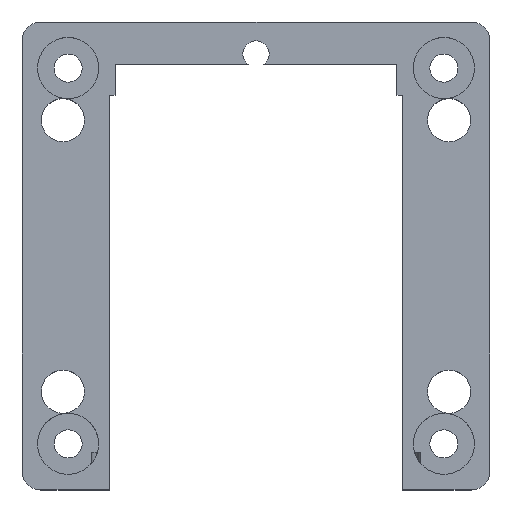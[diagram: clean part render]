
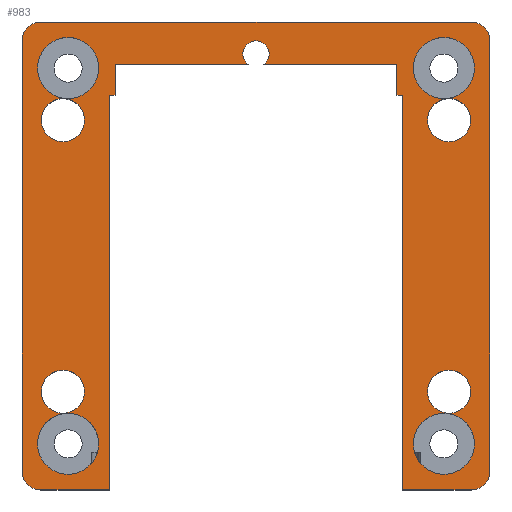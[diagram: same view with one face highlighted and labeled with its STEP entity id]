
A CAD part, top view. The second image highlights one B-rep face of the part: STEP entity #983.
In plain terms, the highlighted planar face has unit normal (0, 0, 1).
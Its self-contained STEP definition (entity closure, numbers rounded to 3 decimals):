
#16=FACE_BOUND('',#130,.T.);
#17=FACE_BOUND('',#131,.T.);
#18=FACE_BOUND('',#132,.T.);
#19=FACE_BOUND('',#133,.T.);
#20=FACE_BOUND('',#134,.T.);
#21=FACE_BOUND('',#135,.T.);
#22=FACE_BOUND('',#136,.T.);
#23=FACE_BOUND('',#137,.T.);
#80=FACE_OUTER_BOUND('',#129,.T.);
#129=EDGE_LOOP('',(#774,#775,#776,#777,#778,#779,#780,#781,#782,#783,#784,
#785,#786,#787,#788,#789,#790,#791));
#130=EDGE_LOOP('',(#792));
#131=EDGE_LOOP('',(#793));
#132=EDGE_LOOP('',(#794));
#133=EDGE_LOOP('',(#795));
#134=EDGE_LOOP('',(#796));
#135=EDGE_LOOP('',(#797));
#136=EDGE_LOOP('',(#798));
#137=EDGE_LOOP('',(#799));
#196=CIRCLE('',#1056,3.25);
#202=CIRCLE('',#1076,2.);
#203=CIRCLE('',#1077,2.);
#204=CIRCLE('',#1078,2.);
#205=CIRCLE('',#1079,2.);
#206=CIRCLE('',#1080,1.4);
#207=CIRCLE('',#1081,2.3);
#208=CIRCLE('',#1082,2.3);
#209=CIRCLE('',#1083,2.3);
#210=CIRCLE('',#1084,2.3);
#211=CIRCLE('',#1085,3.25);
#212=CIRCLE('',#1086,3.25);
#213=CIRCLE('',#1087,3.25);
#260=LINE('',#1547,#348);
#269=LINE('',#1571,#357);
#274=LINE('',#1580,#362);
#276=LINE('',#1584,#364);
#278=LINE('',#1588,#366);
#282=LINE('',#1596,#370);
#286=LINE('',#1605,#374);
#288=LINE('',#1609,#376);
#291=LINE('',#1615,#379);
#292=LINE('',#1616,#380);
#293=LINE('',#1620,#381);
#294=LINE('',#1624,#382);
#295=LINE('',#1628,#383);
#348=VECTOR('',#1221,10.);
#357=VECTOR('',#1246,10.);
#362=VECTOR('',#1253,10.);
#364=VECTOR('',#1257,10.);
#366=VECTOR('',#1261,10.);
#370=VECTOR('',#1267,10.);
#374=VECTOR('',#1275,10.);
#376=VECTOR('',#1279,10.);
#379=VECTOR('',#1284,10.);
#380=VECTOR('',#1285,10.);
#381=VECTOR('',#1288,10.);
#382=VECTOR('',#1291,10.);
#383=VECTOR('',#1294,10.);
#444=VERTEX_POINT('',#1533);
#448=VERTEX_POINT('',#1544);
#449=VERTEX_POINT('',#1546);
#455=VERTEX_POINT('',#1568);
#456=VERTEX_POINT('',#1570);
#459=VERTEX_POINT('',#1578);
#460=VERTEX_POINT('',#1582);
#461=VERTEX_POINT('',#1586);
#464=VERTEX_POINT('',#1594);
#466=VERTEX_POINT('',#1602);
#467=VERTEX_POINT('',#1604);
#468=VERTEX_POINT('',#1608);
#470=VERTEX_POINT('',#1614);
#471=VERTEX_POINT('',#1617);
#472=VERTEX_POINT('',#1619);
#473=VERTEX_POINT('',#1621);
#474=VERTEX_POINT('',#1623);
#475=VERTEX_POINT('',#1625);
#476=VERTEX_POINT('',#1627);
#477=VERTEX_POINT('',#1631);
#478=VERTEX_POINT('',#1633);
#479=VERTEX_POINT('',#1635);
#480=VERTEX_POINT('',#1637);
#481=VERTEX_POINT('',#1639);
#482=VERTEX_POINT('',#1641);
#483=VERTEX_POINT('',#1643);
#548=EDGE_CURVE('',#444,#444,#196,.T.);
#555=EDGE_CURVE('',#449,#448,#260,.T.);
#567=EDGE_CURVE('',#456,#455,#269,.T.);
#572=EDGE_CURVE('',#455,#459,#274,.T.);
#574=EDGE_CURVE('',#459,#460,#276,.T.);
#576=EDGE_CURVE('',#460,#461,#278,.T.);
#580=EDGE_CURVE('',#461,#464,#282,.T.);
#584=EDGE_CURVE('',#467,#466,#286,.T.);
#586=EDGE_CURVE('',#468,#467,#288,.T.);
#589=EDGE_CURVE('',#466,#470,#291,.T.);
#590=EDGE_CURVE('',#470,#449,#292,.T.);
#591=EDGE_CURVE('',#448,#471,#202,.T.);
#592=EDGE_CURVE('',#471,#472,#293,.T.);
#593=EDGE_CURVE('',#472,#473,#203,.T.);
#594=EDGE_CURVE('',#473,#474,#294,.T.);
#595=EDGE_CURVE('',#474,#475,#204,.T.);
#596=EDGE_CURVE('',#475,#476,#295,.T.);
#597=EDGE_CURVE('',#476,#456,#205,.T.);
#598=EDGE_CURVE('',#464,#468,#206,.T.);
#599=EDGE_CURVE('',#477,#477,#207,.T.);
#600=EDGE_CURVE('',#478,#478,#208,.T.);
#601=EDGE_CURVE('',#479,#479,#209,.T.);
#602=EDGE_CURVE('',#480,#480,#210,.T.);
#603=EDGE_CURVE('',#481,#481,#211,.T.);
#604=EDGE_CURVE('',#482,#482,#212,.T.);
#605=EDGE_CURVE('',#483,#483,#213,.T.);
#774=ORIENTED_EDGE('',*,*,#586,.T.);
#775=ORIENTED_EDGE('',*,*,#584,.T.);
#776=ORIENTED_EDGE('',*,*,#589,.T.);
#777=ORIENTED_EDGE('',*,*,#590,.T.);
#778=ORIENTED_EDGE('',*,*,#555,.T.);
#779=ORIENTED_EDGE('',*,*,#591,.T.);
#780=ORIENTED_EDGE('',*,*,#592,.T.);
#781=ORIENTED_EDGE('',*,*,#593,.T.);
#782=ORIENTED_EDGE('',*,*,#594,.T.);
#783=ORIENTED_EDGE('',*,*,#595,.T.);
#784=ORIENTED_EDGE('',*,*,#596,.T.);
#785=ORIENTED_EDGE('',*,*,#597,.T.);
#786=ORIENTED_EDGE('',*,*,#567,.T.);
#787=ORIENTED_EDGE('',*,*,#572,.T.);
#788=ORIENTED_EDGE('',*,*,#574,.T.);
#789=ORIENTED_EDGE('',*,*,#576,.T.);
#790=ORIENTED_EDGE('',*,*,#580,.T.);
#791=ORIENTED_EDGE('',*,*,#598,.T.);
#792=ORIENTED_EDGE('',*,*,#599,.T.);
#793=ORIENTED_EDGE('',*,*,#600,.T.);
#794=ORIENTED_EDGE('',*,*,#601,.T.);
#795=ORIENTED_EDGE('',*,*,#602,.T.);
#796=ORIENTED_EDGE('',*,*,#603,.T.);
#797=ORIENTED_EDGE('',*,*,#604,.T.);
#798=ORIENTED_EDGE('',*,*,#548,.T.);
#799=ORIENTED_EDGE('',*,*,#605,.T.);
#951=PLANE('',#1075);
#983=ADVANCED_FACE('',(#80,#16,#17,#18,#19,#20,#21,#22,#23),#951,.T.);
#1056=AXIS2_PLACEMENT_3D('',#1534,#1209,#1210);
#1075=AXIS2_PLACEMENT_3D('',#1613,#1282,#1283);
#1076=AXIS2_PLACEMENT_3D('',#1618,#1286,#1287);
#1077=AXIS2_PLACEMENT_3D('',#1622,#1289,#1290);
#1078=AXIS2_PLACEMENT_3D('',#1626,#1292,#1293);
#1079=AXIS2_PLACEMENT_3D('',#1629,#1295,#1296);
#1080=AXIS2_PLACEMENT_3D('',#1630,#1297,#1298);
#1081=AXIS2_PLACEMENT_3D('',#1632,#1299,#1300);
#1082=AXIS2_PLACEMENT_3D('',#1634,#1301,#1302);
#1083=AXIS2_PLACEMENT_3D('',#1636,#1303,#1304);
#1084=AXIS2_PLACEMENT_3D('',#1638,#1305,#1306);
#1085=AXIS2_PLACEMENT_3D('',#1640,#1307,#1308);
#1086=AXIS2_PLACEMENT_3D('',#1642,#1309,#1310);
#1087=AXIS2_PLACEMENT_3D('',#1644,#1311,#1312);
#1209=DIRECTION('center_axis',(0.,0.,-1.));
#1210=DIRECTION('ref_axis',(1.,0.,0.));
#1221=DIRECTION('',(1.,0.,0.));
#1246=DIRECTION('',(1.,0.,0.));
#1253=DIRECTION('',(0.,1.,0.));
#1257=DIRECTION('',(1.,0.,0.));
#1261=DIRECTION('',(0.,1.,0.));
#1267=DIRECTION('',(1.,0.,0.));
#1275=DIRECTION('',(0.,-1.,0.));
#1279=DIRECTION('',(1.,0.,0.));
#1282=DIRECTION('center_axis',(0.,0.,1.));
#1283=DIRECTION('ref_axis',(1.,0.,0.));
#1284=DIRECTION('',(1.,0.,0.));
#1285=DIRECTION('',(0.,-1.,0.));
#1286=DIRECTION('center_axis',(0.,0.,1.));
#1287=DIRECTION('ref_axis',(0.,-1.,0.));
#1288=DIRECTION('',(0.,1.,0.));
#1289=DIRECTION('center_axis',(0.,0.,1.));
#1290=DIRECTION('ref_axis',(1.,0.,0.));
#1291=DIRECTION('',(-1.,0.,0.));
#1292=DIRECTION('center_axis',(0.,0.,1.));
#1293=DIRECTION('ref_axis',(0.,1.,0.));
#1294=DIRECTION('',(0.,-1.,0.));
#1295=DIRECTION('center_axis',(0.,0.,1.));
#1296=DIRECTION('ref_axis',(-1.,0.,0.));
#1297=DIRECTION('center_axis',(0.,0.,-1.));
#1298=DIRECTION('ref_axis',(1.,0.,0.));
#1299=DIRECTION('center_axis',(0.,0.,-1.));
#1300=DIRECTION('ref_axis',(0.,1.,0.));
#1301=DIRECTION('center_axis',(0.,0.,-1.));
#1302=DIRECTION('ref_axis',(0.,1.,0.));
#1303=DIRECTION('center_axis',(0.,0.,-1.));
#1304=DIRECTION('ref_axis',(0.,1.,0.));
#1305=DIRECTION('center_axis',(0.,0.,-1.));
#1306=DIRECTION('ref_axis',(0.,1.,0.));
#1307=DIRECTION('center_axis',(0.,0.,-1.));
#1308=DIRECTION('ref_axis',(1.,0.,0.));
#1309=DIRECTION('center_axis',(0.,0.,-1.));
#1310=DIRECTION('ref_axis',(1.,0.,0.));
#1311=DIRECTION('center_axis',(0.,0.,-1.));
#1312=DIRECTION('ref_axis',(1.,0.,0.));
#1533=CARTESIAN_POINT('',(16.75,-39.785,8.));
#1534=CARTESIAN_POINT('Origin',(20.,-39.785,8.));
#1544=CARTESIAN_POINT('',(22.9,-44.685,8.));
#1546=CARTESIAN_POINT('',(15.6,-44.685,8.));
#1547=CARTESIAN_POINT('',(17.1,-44.685,8.));
#1568=CARTESIAN_POINT('',(-15.6,-44.685,8.));
#1570=CARTESIAN_POINT('',(-22.9,-44.685,8.));
#1571=CARTESIAN_POINT('',(-22.9,-44.685,8.));
#1578=CARTESIAN_POINT('',(-15.6,-2.685,8.));
#1580=CARTESIAN_POINT('',(-15.6,-44.685,8.));
#1582=CARTESIAN_POINT('',(-15.,-2.685,8.));
#1584=CARTESIAN_POINT('',(-17.1,-2.685,8.));
#1586=CARTESIAN_POINT('',(-15.,0.565,8.));
#1588=CARTESIAN_POINT('',(-15.,-26.11,8.));
#1594=CARTESIAN_POINT('',(-0.798,0.565,8.));
#1596=CARTESIAN_POINT('',(-7.5,0.565,8.));
#1602=CARTESIAN_POINT('',(15.,-2.685,8.));
#1604=CARTESIAN_POINT('',(15.,0.565,8.));
#1605=CARTESIAN_POINT('',(15.,-9.61,8.));
#1608=CARTESIAN_POINT('',(0.798,0.565,8.));
#1609=CARTESIAN_POINT('',(-7.5,0.565,8.));
#1613=CARTESIAN_POINT('Origin',(0.,-19.785,
8.));
#1614=CARTESIAN_POINT('',(15.6,-2.685,8.));
#1615=CARTESIAN_POINT('',(-17.1,-2.685,8.));
#1616=CARTESIAN_POINT('',(15.6,-2.685,8.));
#1617=CARTESIAN_POINT('',(24.9,-42.685,8.));
#1618=CARTESIAN_POINT('Origin',(22.9,-42.685,8.));
#1619=CARTESIAN_POINT('',(24.9,3.115,8.));
#1620=CARTESIAN_POINT('',(24.9,-42.685,8.));
#1621=CARTESIAN_POINT('',(22.9,5.115,8.));
#1622=CARTESIAN_POINT('Origin',(22.9,3.115,8.));
#1623=CARTESIAN_POINT('',(-22.9,5.115,8.));
#1624=CARTESIAN_POINT('',(22.9,5.115,8.));
#1625=CARTESIAN_POINT('',(-24.9,3.115,8.));
#1626=CARTESIAN_POINT('Origin',(-22.9,3.115,8.));
#1627=CARTESIAN_POINT('',(-24.9,-42.685,8.));
#1628=CARTESIAN_POINT('',(-24.9,3.115,8.));
#1629=CARTESIAN_POINT('Origin',(-22.9,-42.685,8.));
#1630=CARTESIAN_POINT('Origin',(0.,1.715,8.));
#1631=CARTESIAN_POINT('',(20.55,-36.535,8.));
#1632=CARTESIAN_POINT('Origin',(20.55,-34.235,8.));
#1633=CARTESIAN_POINT('',(-20.55,-7.635,8.));
#1634=CARTESIAN_POINT('Origin',(-20.55,-5.335,8.));
#1635=CARTESIAN_POINT('',(-20.55,-36.535,8.));
#1636=CARTESIAN_POINT('Origin',(-20.55,-34.235,8.));
#1637=CARTESIAN_POINT('',(20.55,-7.635,8.));
#1638=CARTESIAN_POINT('Origin',(20.55,-5.335,8.));
#1639=CARTESIAN_POINT('',(16.75,0.215,8.));
#1640=CARTESIAN_POINT('Origin',(20.,0.215,8.));
#1641=CARTESIAN_POINT('',(-23.25,-39.785,8.));
#1642=CARTESIAN_POINT('Origin',(-20.,-39.785,8.));
#1643=CARTESIAN_POINT('',(-23.25,0.215,8.));
#1644=CARTESIAN_POINT('Origin',(-20.,0.215,8.));
